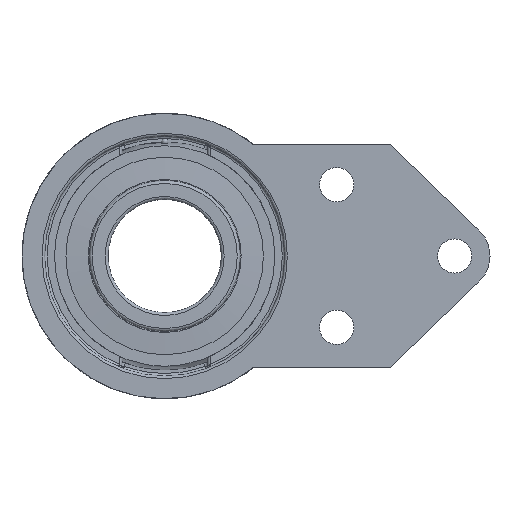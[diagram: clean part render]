
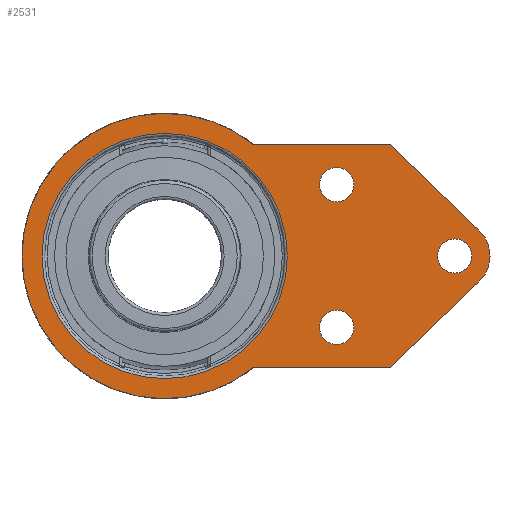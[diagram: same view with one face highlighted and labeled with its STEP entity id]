
A CAD part, left-side view. The second image highlights one B-rep face of the part: STEP entity #2531.
In plain terms, the highlighted face is planar.
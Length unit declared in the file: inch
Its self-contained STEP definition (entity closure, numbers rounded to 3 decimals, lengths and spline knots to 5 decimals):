
#103=VECTOR('',#3114,1.);
#105=VECTOR('',#3129,1.);
#108=VECTOR('',#3137,1.);
#109=VECTOR('',#3139,1.);
#179=LINE('',#4888,#103);
#181=LINE('',#4902,#105);
#184=LINE('',#4910,#108);
#185=LINE('',#4912,#109);
#1050=PLANE('',#2733);
#1197=VERTEX_POINT('',#4499);
#1198=VERTEX_POINT('',#4501);
#1215=VERTEX_POINT('',#4887);
#1219=VERTEX_POINT('',#4901);
#1220=VERTEX_POINT('',#4905);
#1221=VERTEX_POINT('',#4909);
#1222=VERTEX_POINT('',#4916);
#1223=VERTEX_POINT('',#4919);
#1224=VERTEX_POINT('',#4922);
#1225=VERTEX_POINT('',#4925);
#1318=CIRCLE('',#2694,1.9685);
#1331=CIRCLE('',#2723,0.5);
#1332=CIRCLE('',#2728,0.23622);
#1333=CIRCLE('',#2730,0.23622);
#1334=CIRCLE('',#2732,0.23622);
#1335=CIRCLE('',#2734,1.69237);
#1479=EDGE_CURVE('',#1197,#1198,#1318,.T.);
#1510=EDGE_CURVE('',#1215,#1197,#179,.T.);
#1517=EDGE_CURVE('',#1219,#1215,#181,.T.);
#1519=EDGE_CURVE('',#1220,#1219,#1331,.T.);
#1521=EDGE_CURVE('',#1221,#1220,#184,.T.);
#1522=EDGE_CURVE('',#1198,#1221,#185,.T.);
#1523=EDGE_CURVE('',#1222,#1222,#1332,.T.);
#1524=EDGE_CURVE('',#1223,#1223,#1333,.T.);
#1525=EDGE_CURVE('',#1224,#1224,#1334,.T.);
#1526=EDGE_CURVE('',#1225,#1225,#1335,.T.);
#1899=ORIENTED_EDGE('',*,*,#1523,.T.);
#1900=ORIENTED_EDGE('',*,*,#1524,.T.);
#1901=ORIENTED_EDGE('',*,*,#1525,.T.);
#1902=ORIENTED_EDGE('',*,*,#1522,.F.);
#1903=ORIENTED_EDGE('',*,*,#1479,.F.);
#1904=ORIENTED_EDGE('',*,*,#1510,.F.);
#1905=ORIENTED_EDGE('',*,*,#1517,.F.);
#1906=ORIENTED_EDGE('',*,*,#1519,.F.);
#1907=ORIENTED_EDGE('',*,*,#1521,.F.);
#1908=ORIENTED_EDGE('',*,*,#1526,.F.);
#2202=EDGE_LOOP('',(#1899));
#2203=EDGE_LOOP('',(#1900));
#2204=EDGE_LOOP('',(#1901));
#2205=EDGE_LOOP('',(#1902,#1903,#1904,#1905,#1906,#1907));
#2206=EDGE_LOOP('',(#1908));
#2391=FACE_BOUND('',#2202,.T.);
#2392=FACE_BOUND('',#2203,.T.);
#2393=FACE_BOUND('',#2204,.T.);
#2394=FACE_BOUND('',#2205,.T.);
#2395=FACE_BOUND('',#2206,.T.);
#2531=ADVANCED_FACE('',(#2391,#2392,#2393,#2394,#2395),#1050,.F.);
#2694=AXIS2_PLACEMENT_3D('',#4500,#3063,#3064);
#2723=AXIS2_PLACEMENT_3D('',#4906,#3133,#3134);
#2728=AXIS2_PLACEMENT_3D('',#4915,#3143,#3144);
#2730=AXIS2_PLACEMENT_3D('',#4918,#3147,#3148);
#2732=AXIS2_PLACEMENT_3D('',#4921,#3151,#3152);
#2733=AXIS2_PLACEMENT_3D('',#4923,#3153,$);
#2734=AXIS2_PLACEMENT_3D('',#4924,#3154,#3155);
#3063=DIRECTION('',(0.,0.,1.));
#3064=DIRECTION('',(1.969,0.,0.));
#3114=DIRECTION('',(0.,1.,0.));
#3129=DIRECTION('',(0.695,0.719,0.));
#3133=DIRECTION('',(0.,0.,1.));
#3134=DIRECTION('',(0.5,0.,0.));
#3137=DIRECTION('',(0.695,-0.719,0.));
#3139=DIRECTION('',(0.,-1.,0.));
#3143=DIRECTION('',(0.,0.,1.));
#3144=DIRECTION('',(0.236,0.,0.));
#3147=DIRECTION('',(0.,0.,1.));
#3148=DIRECTION('',(0.236,0.,0.));
#3151=DIRECTION('',(0.,0.,1.));
#3152=DIRECTION('',(0.236,0.,0.));
#3153=DIRECTION('',(0.,0.,1.));
#3154=DIRECTION('',(0.,0.,-1.));
#3155=DIRECTION('',(0.,-1.692,0.));
#4499=CARTESIAN_POINT('',(1.53543,-1.23185,0.));
#4500=CARTESIAN_POINT('',(0.,0.,0.));
#4501=CARTESIAN_POINT('',(-1.53543,-1.23185,0.));
#4887=CARTESIAN_POINT('',(1.53543,-3.11798,0.));
#4888=CARTESIAN_POINT('',(1.53543,-3.11798,0.));
#4901=CARTESIAN_POINT('',(0.35967,-4.33552,0.));
#4902=CARTESIAN_POINT('',(0.35967,-4.33552,0.));
#4905=CARTESIAN_POINT('',(-0.35967,-4.33552,0.));
#4906=CARTESIAN_POINT('',(0.,-3.98819,0.));
#4909=CARTESIAN_POINT('',(-1.53543,-3.11798,0.));
#4910=CARTESIAN_POINT('',(-1.53543,-3.11798,0.));
#4912=CARTESIAN_POINT('',(-1.53543,-1.23185,0.));
#4915=CARTESIAN_POINT('',(0.98425,-2.37402,0.));
#4916=CARTESIAN_POINT('',(0.74803,-2.37402,0.));
#4918=CARTESIAN_POINT('',(0.,-4.,0.));
#4919=CARTESIAN_POINT('',(-0.23622,-4.,0.));
#4921=CARTESIAN_POINT('',(-0.98425,-2.37402,0.));
#4922=CARTESIAN_POINT('',(-1.22047,-2.37402,0.));
#4923=CARTESIAN_POINT('',(0.,-1.18773,0.));
#4924=CARTESIAN_POINT('',(0.,0.,0.));
#4925=CARTESIAN_POINT('',(0.,1.69237,0.));
